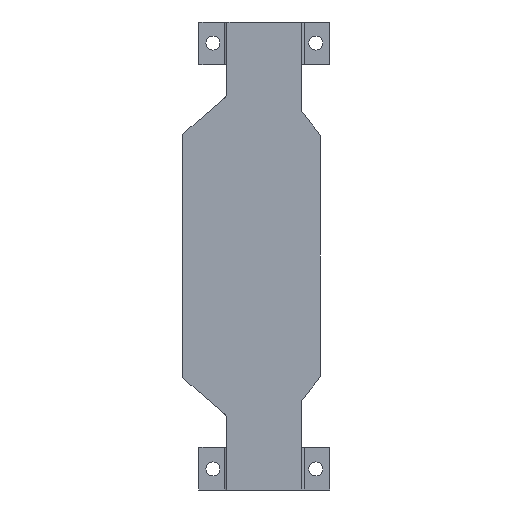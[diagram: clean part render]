
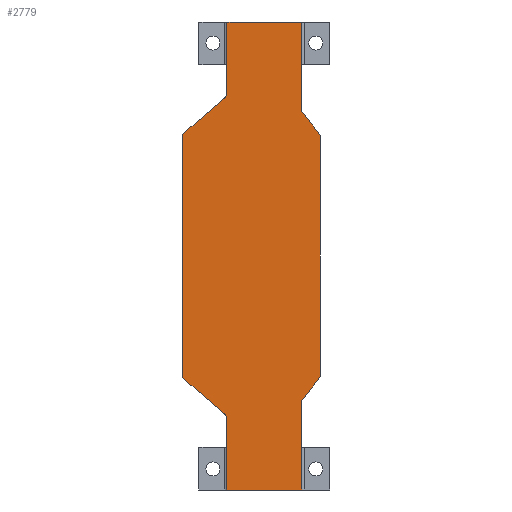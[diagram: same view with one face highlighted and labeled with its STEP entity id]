
A CAD part, front view. The second image highlights one B-rep face of the part: STEP entity #2779.
In plain terms, the highlighted planar face has unit normal (0, -1, 0).
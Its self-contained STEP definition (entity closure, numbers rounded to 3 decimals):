
#15 = CARTESIAN_POINT ( 'NONE',  ( -0.395, 2.9, -0.451 ) ) ;
#18 = CARTESIAN_POINT ( 'NONE',  ( 10.705, 2.9, 65.986 ) ) ;
#112 = VERTEX_POINT ( 'NONE', #2420 ) ;
#117 = CARTESIAN_POINT ( 'NONE',  ( -8., 2.9, 90.5 ) ) ;
#123 = VERTEX_POINT ( 'NONE', #1914 ) ;
#130 = DIRECTION ( 'NONE',  ( 0., 1., 0. ) ) ;
#141 = CARTESIAN_POINT ( 'NONE',  ( 11.649, 2.9, 14.274 ) ) ;
#149 = DIRECTION ( 'NONE',  ( -0.617, 0., -0.787 ) ) ;
#163 = CARTESIAN_POINT ( 'NONE',  ( 8., 2.9, -9.5 ) ) ;
#183 = VECTOR ( 'NONE', #1314, 1000. ) ;
#187 = EDGE_CURVE ( 'NONE', #314, #3419, #1299, .T. ) ;
#195 = ORIENTED_EDGE ( 'NONE', *, *, #2807, .T. ) ;
#242 = DIRECTION ( 'NONE',  ( 0., 0., 1. ) ) ;
#273 = DIRECTION ( 'NONE',  ( 0., 1., 0. ) ) ;
#293 = CARTESIAN_POINT ( 'NONE',  ( 8., 2.9, 81.4 ) ) ;
#314 = VERTEX_POINT ( 'NONE', #3286 ) ;
#339 = VECTOR ( 'NONE', #821, 1000. ) ;
#361 = CARTESIAN_POINT ( 'NONE',  ( 11.649, 2.9, 66.726 ) ) ;
#385 = VERTEX_POINT ( 'NONE', #2158 ) ;
#387 = VERTEX_POINT ( 'NONE', #361 ) ;
#420 = EDGE_CURVE ( 'NONE', #2540, #2335, #855, .T. ) ;
#473 = DIRECTION ( 'NONE',  ( 0., 0., 1. ) ) ;
#512 = ORIENTED_EDGE ( 'NONE', *, *, #1696, .F. ) ;
#523 = CARTESIAN_POINT ( 'NONE',  ( -17.185, 2.9, 14.241 ) ) ;
#532 = AXIS2_PLACEMENT_3D ( 'NONE', #565, #273, #1367 ) ;
#544 = AXIS2_PLACEMENT_3D ( 'NONE', #2960, #2412, #2146 ) ;
#556 = VERTEX_POINT ( 'NONE', #903 ) ;
#565 = CARTESIAN_POINT ( 'NONE',  ( -8., 2.9, 81.4 ) ) ;
#585 = VERTEX_POINT ( 'NONE', #3320 ) ;
#603 = CARTESIAN_POINT ( 'NONE',  ( -8., 2.9, 90.5 ) ) ;
#758 = CARTESIAN_POINT ( 'NONE',  ( 39.615, 2.9, 31.07 ) ) ;
#762 = EDGE_CURVE ( 'NONE', #123, #3419, #1905, .T. ) ;
#794 = EDGE_CURVE ( 'NONE', #2521, #1529, #1307, .T. ) ;
#821 = DIRECTION ( 'NONE',  ( 0., 0., 1. ) ) ;
#845 = ORIENTED_EDGE ( 'NONE', *, *, #2445, .T. ) ;
#855 = LINE ( 'NONE', #117, #1421 ) ;
#884 = CIRCLE ( 'NONE', #2828, 1.2 ) ;
#888 = VECTOR ( 'NONE', #149, 1000. ) ;
#890 = CARTESIAN_POINT ( 'NONE',  ( -17.595, 2.9, 0. ) ) ;
#903 = CARTESIAN_POINT ( 'NONE',  ( 11.905, 2.9, 65.986 ) ) ;
#979 = DIRECTION ( 'NONE',  ( 0., -1., 0. ) ) ;
#981 = CARTESIAN_POINT ( 'NONE',  ( 11.905, 2.9, 15.014 ) ) ;
#986 = EDGE_CURVE ( 'NONE', #556, #2684, #2520, .T. ) ;
#987 = VERTEX_POINT ( 'NONE', #141 ) ;
#1070 = DIRECTION ( 'NONE',  ( 0., -1., 0. ) ) ;
#1085 = DIRECTION ( 'NONE',  ( 0., -1., 0. ) ) ;
#1098 = EDGE_CURVE ( 'NONE', #387, #385, #1564, .T. ) ;
#1167 = ORIENTED_EDGE ( 'NONE', *, *, #2410, .F. ) ;
#1224 = DIRECTION ( 'NONE',  ( 0., 0., 1. ) ) ;
#1252 = ORIENTED_EDGE ( 'NONE', *, *, #1098, .T. ) ;
#1269 = FACE_OUTER_BOUND ( 'NONE', #2942, .T. ) ;
#1299 = LINE ( 'NONE', #2838, #3376 ) ;
#1307 = CIRCLE ( 'NONE', #544, 1.2 ) ;
#1314 = DIRECTION ( 'NONE',  ( 0.753, 0., 0.659 ) ) ;
#1367 = DIRECTION ( 'NONE',  ( 0., 0., 1. ) ) ;
#1379 = CIRCLE ( 'NONE', #2988, 1.2 ) ;
#1387 = VECTOR ( 'NONE', #2546, 1000. ) ;
#1419 = CARTESIAN_POINT ( 'NONE',  ( 8., 2.9, 9.621 ) ) ;
#1421 = VECTOR ( 'NONE', #1948, 1000. ) ;
#1488 = VERTEX_POINT ( 'NONE', #3130 ) ;
#1515 = EDGE_CURVE ( 'NONE', #585, #2540, #1757, .T. ) ;
#1529 = VERTEX_POINT ( 'NONE', #523 ) ;
#1564 = LINE ( 'NONE', #758, #2932 ) ;
#1571 = VECTOR ( 'NONE', #2930, 1000. ) ;
#1574 = CARTESIAN_POINT ( 'NONE',  ( -40.537, 2.9, 46.323 ) ) ;
#1610 = CARTESIAN_POINT ( 'NONE',  ( 8., 2.9, 81.4 ) ) ;
#1645 = EDGE_CURVE ( 'NONE', #987, #2684, #1379, .T. ) ;
#1658 = CARTESIAN_POINT ( 'NONE',  ( 0.281, 2.9, -0.221 ) ) ;
#1696 = EDGE_CURVE ( 'NONE', #987, #3296, #2774, .T. ) ;
#1757 = LINE ( 'NONE', #2309, #1906 ) ;
#1772 = VECTOR ( 'NONE', #2765, 1000. ) ;
#1783 = DIRECTION ( 'NONE',  ( 0., 1., 0. ) ) ;
#1797 = ORIENTED_EDGE ( 'NONE', *, *, #2483, .T. ) ;
#1832 = LINE ( 'NONE', #15, #1571 ) ;
#1890 = ORIENTED_EDGE ( 'NONE', *, *, #2998, .F. ) ;
#1905 = CIRCLE ( 'NONE', #2366, 1.2 ) ;
#1906 = VECTOR ( 'NONE', #242, 1000. ) ;
#1914 = CARTESIAN_POINT ( 'NONE',  ( -8.41, 2.9, 6.562 ) ) ;
#1927 = CIRCLE ( 'NONE', #2210, 1.2 ) ;
#1935 = ORIENTED_EDGE ( 'NONE', *, *, #3427, .T. ) ;
#1941 = ORIENTED_EDGE ( 'NONE', *, *, #3226, .F. ) ;
#1948 = DIRECTION ( 'NONE',  ( 1., 0., 0. ) ) ;
#1957 = ORIENTED_EDGE ( 'NONE', *, *, #1645, .T. ) ;
#1971 = CARTESIAN_POINT ( 'NONE',  ( -17.595, 2.9, 65.856 ) ) ;
#1972 = ORIENTED_EDGE ( 'NONE', *, *, #3123, .T. ) ;
#2073 = EDGE_CURVE ( 'NONE', #1529, #123, #1832, .T. ) ;
#2091 = ORIENTED_EDGE ( 'NONE', *, *, #1515, .F. ) ;
#2100 = VECTOR ( 'NONE', #2975, 1000. ) ;
#2110 = LINE ( 'NONE', #1610, #2100 ) ;
#2144 = ORIENTED_EDGE ( 'NONE', *, *, #2073, .T. ) ;
#2146 = DIRECTION ( 'NONE',  ( 0., 0., 1. ) ) ;
#2158 = CARTESIAN_POINT ( 'NONE',  ( 8., 2.9, 71.379 ) ) ;
#2191 = LINE ( 'NONE', #890, #2729 ) ;
#2198 = ORIENTED_EDGE ( 'NONE', *, *, #187, .F. ) ;
#2210 = AXIS2_PLACEMENT_3D ( 'NONE', #2818, #979, #1224 ) ;
#2309 = CARTESIAN_POINT ( 'NONE',  ( -8., 2.9, 81.4 ) ) ;
#2328 = PLANE ( 'NONE',  #532 ) ;
#2335 = VERTEX_POINT ( 'NONE', #3168 ) ;
#2366 = AXIS2_PLACEMENT_3D ( 'NONE', #2640, #1783, #2849 ) ;
#2384 = LINE ( 'NONE', #1574, #183 ) ;
#2402 = CARTESIAN_POINT ( 'NONE',  ( -17.185, 2.9, 66.759 ) ) ;
#2410 = EDGE_CURVE ( 'NONE', #1488, #314, #3055, .T. ) ;
#2412 = DIRECTION ( 'NONE',  ( 0., -1., 0. ) ) ;
#2420 = CARTESIAN_POINT ( 'NONE',  ( -8.41, 2.9, 74.438 ) ) ;
#2445 = EDGE_CURVE ( 'NONE', #1488, #3296, #2666, .T. ) ;
#2450 = CIRCLE ( 'NONE', #2509, 1.2 ) ;
#2483 = EDGE_CURVE ( 'NONE', #385, #2335, #2110, .T. ) ;
#2489 = CARTESIAN_POINT ( 'NONE',  ( -9.2, 2.9, 75.341 ) ) ;
#2504 = CARTESIAN_POINT ( 'NONE',  ( 11.905, 2.9, 0. ) ) ;
#2509 = AXIS2_PLACEMENT_3D ( 'NONE', #18, #1070, #2634 ) ;
#2520 = LINE ( 'NONE', #2504, #1772 ) ;
#2521 = VERTEX_POINT ( 'NONE', #2703 ) ;
#2531 = DIRECTION ( 'NONE',  ( 0., 0., 1. ) ) ;
#2540 = VERTEX_POINT ( 'NONE', #603 ) ;
#2546 = DIRECTION ( 'NONE',  ( -1., 0., 0. ) ) ;
#2547 = DIRECTION ( 'NONE',  ( 0., 0., 1. ) ) ;
#2569 = ORIENTED_EDGE ( 'NONE', *, *, #420, .F. ) ;
#2587 = VERTEX_POINT ( 'NONE', #1971 ) ;
#2621 = ORIENTED_EDGE ( 'NONE', *, *, #794, .T. ) ;
#2634 = DIRECTION ( 'NONE',  ( 0., 0., 1. ) ) ;
#2640 = CARTESIAN_POINT ( 'NONE',  ( -9.2, 2.9, 5.659 ) ) ;
#2666 = LINE ( 'NONE', #293, #339 ) ;
#2684 = VERTEX_POINT ( 'NONE', #981 ) ;
#2703 = CARTESIAN_POINT ( 'NONE',  ( -17.595, 2.9, 15.144 ) ) ;
#2729 = VECTOR ( 'NONE', #2531, 1000. ) ;
#2765 = DIRECTION ( 'NONE',  ( 0., 0., -1. ) ) ;
#2774 = LINE ( 'NONE', #1658, #888 ) ;
#2779 = ADVANCED_FACE ( 'NONE', ( #1269 ), #2328, .F. ) ;
#2807 = EDGE_CURVE ( 'NONE', #556, #387, #2450, .T. ) ;
#2808 = VERTEX_POINT ( 'NONE', #2402 ) ;
#2818 = CARTESIAN_POINT ( 'NONE',  ( -16.395, 2.9, 65.856 ) ) ;
#2826 = DIRECTION ( 'NONE',  ( -0.617, 0., 0.787 ) ) ;
#2828 = AXIS2_PLACEMENT_3D ( 'NONE', #2489, #130, #2547 ) ;
#2838 = CARTESIAN_POINT ( 'NONE',  ( -8., 2.9, 81.4 ) ) ;
#2849 = DIRECTION ( 'NONE',  ( 0., 0., 1. ) ) ;
#2919 = CARTESIAN_POINT ( 'NONE',  ( 10.705, 2.9, 15.014 ) ) ;
#2930 = DIRECTION ( 'NONE',  ( 0.753, 0., -0.659 ) ) ;
#2932 = VECTOR ( 'NONE', #2826, 1000. ) ;
#2942 = EDGE_LOOP ( 'NONE', ( #1890, #2621, #2144, #3135, #2198, #1167, #845, #512, #1957, #3354, #195, #1252, #1797, #2569, #2091, #1935, #1941, #1972 ) ) ;
#2949 = DIRECTION ( 'NONE',  ( 0., 0., 1. ) ) ;
#2960 = CARTESIAN_POINT ( 'NONE',  ( -16.395, 2.9, 15.144 ) ) ;
#2975 = DIRECTION ( 'NONE',  ( 0., 0., 1. ) ) ;
#2988 = AXIS2_PLACEMENT_3D ( 'NONE', #2919, #1085, #2949 ) ;
#2998 = EDGE_CURVE ( 'NONE', #2521, #2587, #2191, .T. ) ;
#3018 = CARTESIAN_POINT ( 'NONE',  ( -8., 2.9, 5.659 ) ) ;
#3055 = LINE ( 'NONE', #163, #1387 ) ;
#3123 = EDGE_CURVE ( 'NONE', #2808, #2587, #1927, .T. ) ;
#3130 = CARTESIAN_POINT ( 'NONE',  ( 8., 2.9, -9.5 ) ) ;
#3135 = ORIENTED_EDGE ( 'NONE', *, *, #762, .T. ) ;
#3168 = CARTESIAN_POINT ( 'NONE',  ( 8., 2.9, 90.5 ) ) ;
#3226 = EDGE_CURVE ( 'NONE', #2808, #112, #2384, .T. ) ;
#3286 = CARTESIAN_POINT ( 'NONE',  ( -8., 2.9, -9.5 ) ) ;
#3296 = VERTEX_POINT ( 'NONE', #1419 ) ;
#3320 = CARTESIAN_POINT ( 'NONE',  ( -8., 2.9, 75.341 ) ) ;
#3354 = ORIENTED_EDGE ( 'NONE', *, *, #986, .F. ) ;
#3376 = VECTOR ( 'NONE', #473, 1000. ) ;
#3419 = VERTEX_POINT ( 'NONE', #3018 ) ;
#3427 = EDGE_CURVE ( 'NONE', #585, #112, #884, .T. ) ;
